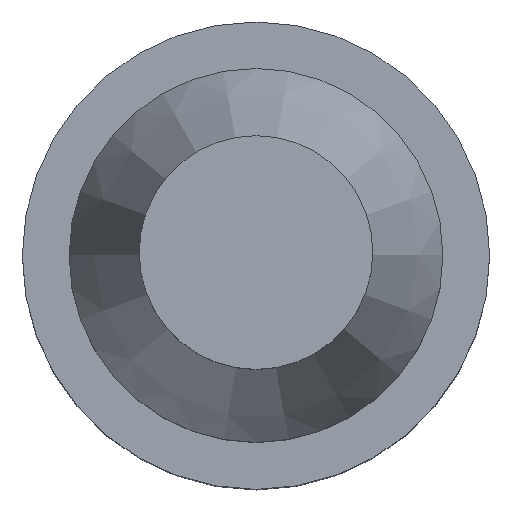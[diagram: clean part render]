
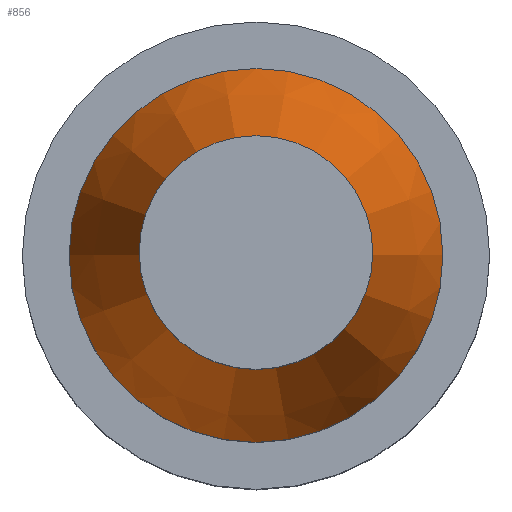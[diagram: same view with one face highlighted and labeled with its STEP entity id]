
A CAD part, top view. The second image highlights one B-rep face of the part: STEP entity #856.
In plain terms, the highlighted conical face has half-angle 19.29 degrees and reference radius 10 mm.
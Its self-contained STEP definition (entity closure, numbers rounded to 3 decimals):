
#254=FACE_BOUND($,#376,.T.);
#312=FACE_OUTER_BOUND($,#375,.T.);
#375=EDGE_LOOP($,(#762));
#376=EDGE_LOOP($,(#763));
#405=CIRCLE($,#915,4.75);
#406=CIRCLE($,#917,10.);
#482=VERTEX_POINT($,#1485);
#483=VERTEX_POINT($,#1488);
#587=EDGE_CURVE($,#482,#482,#405,.T.);
#588=EDGE_CURVE($,#483,#483,#406,.T.);
#762=ORIENTED_EDGE($,*,*,#588,.F.);
#763=ORIENTED_EDGE($,*,*,#587,.T.);
#808=CONICAL_SURFACE($,#916,10.,19.29);
#856=ADVANCED_FACE($,(#312,#254),#808,.T.);
#915=AXIS2_PLACEMENT_3D($,#1486,#1089,#1090);
#916=AXIS2_PLACEMENT_3D($,#1487,#1091,#1092);
#917=AXIS2_PLACEMENT_3D($,#1489,#1093,#1094);
#1089=DIRECTION('center_axis',(0.,0.,-1.));
#1090=DIRECTION('ref_axis',(-1.,0.,0.));
#1091=DIRECTION('center_axis',(0.,0.,-1.));
#1092=DIRECTION('ref_axis',(1.,0.,0.));
#1093=DIRECTION('center_axis',(0.,0.,-1.));
#1094=DIRECTION('ref_axis',(-1.,0.,0.));
#1485=CARTESIAN_POINT('',(-4.75,0.,42.));
#1486=CARTESIAN_POINT('Origin',(0.,0.,42.));
#1487=CARTESIAN_POINT('Origin',(0.,0.,27.));
#1488=CARTESIAN_POINT('',(10.,0.,27.));
#1489=CARTESIAN_POINT('Origin',(0.,0.,27.));
